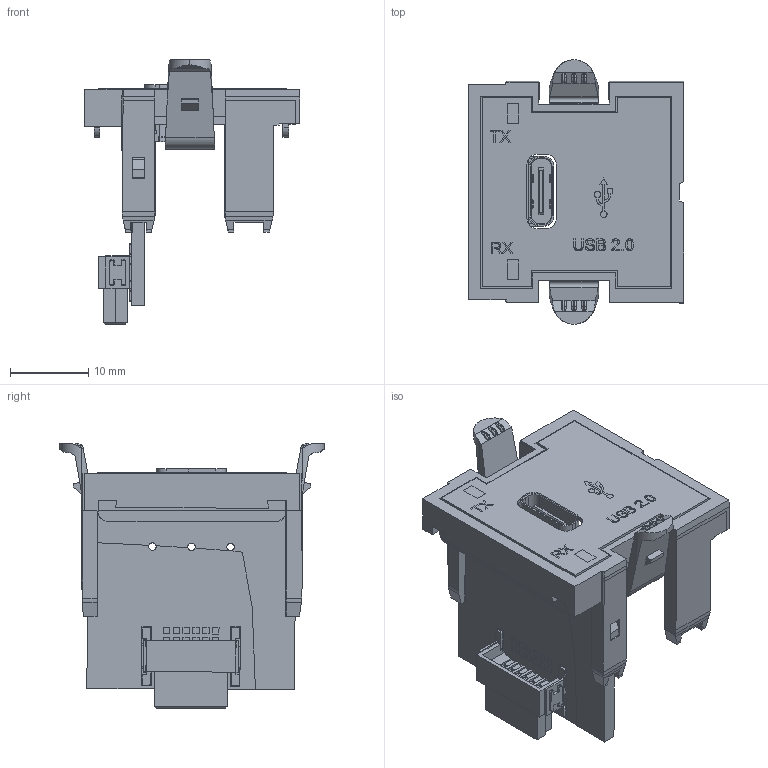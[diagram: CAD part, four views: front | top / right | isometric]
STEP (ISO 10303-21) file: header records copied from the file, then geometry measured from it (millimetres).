
FILE_DESCRIPTION (( 'STEP AP214' ), '1' );
FILE_NAME ('BX-P-USB-C.STEP', '2025-04-22T00:30:44', ( '' ), ( '' ), 'SwSTEP 2.0', 'SolidWorks 2021', '' );
FILE_SCHEMA (( 'AUTOMOTIVE_DESIGN' ));
Length unit declared in the file: inch
Products named in the file (1): BX-P-USB-C
Bounding box: 27.53 x 33.88 x 33.9 mm (x, y, z)
Volume: 3730.9 mm3; surface area: 7348.9 mm2
Topology: 27 solids, 27 shells, 2192 faces, 5897 edges, 3775 vertices
Faces by surface type: plane 1483, cylinder 346, bspline 337, torus 14, cone 12
Entity records: 71424 total; most frequent: CARTESIAN_POINT 17335, ORIENTED_EDGE 11730, DIRECTION 9543, EDGE_CURVE 5865, VECTOR 4457, LINE 4457, VERTEX_POINT 3775, AXIS2_PLACEMENT_3D 2543
